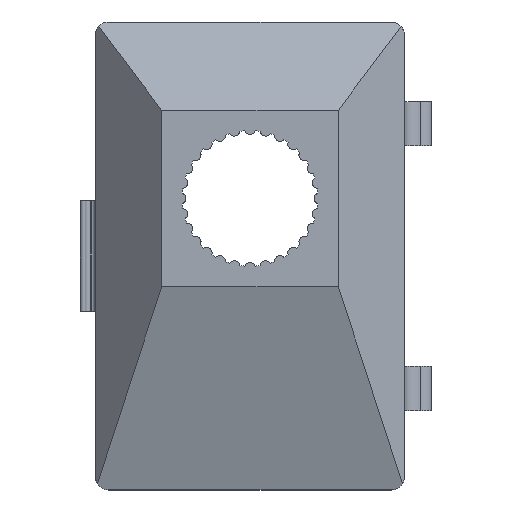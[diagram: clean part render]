
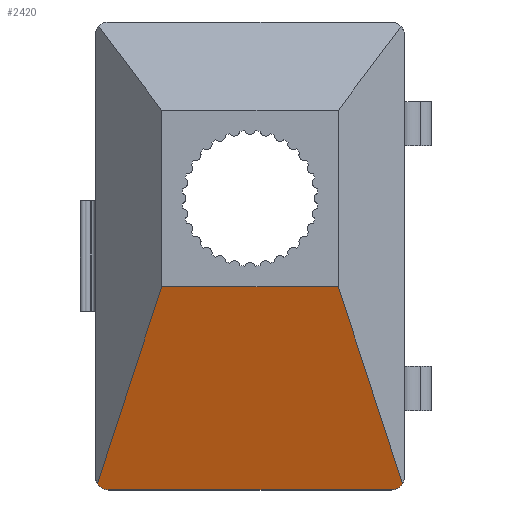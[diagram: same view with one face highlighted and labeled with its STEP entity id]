
A CAD part, top view. The second image highlights one B-rep face of the part: STEP entity #2420.
In plain terms, the highlighted planar face has unit normal (0, -0.31, 0.951).
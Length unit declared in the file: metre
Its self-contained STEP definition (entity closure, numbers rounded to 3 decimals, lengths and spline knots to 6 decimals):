
#14=ELLIPSE('',#2680,0.003155,0.003);
#17=ELLIPSE('',#2686,0.003155,0.003);
#604=ORIENTED_EDGE('',*,*,#1274,.T.);
#605=ORIENTED_EDGE('',*,*,#1208,.T.);
#606=ORIENTED_EDGE('',*,*,#1210,.T.);
#607=ORIENTED_EDGE('',*,*,#1218,.T.);
#608=ORIENTED_EDGE('',*,*,#1275,.T.);
#609=ORIENTED_EDGE('',*,*,#1034,.F.);
#1034=EDGE_CURVE('',#1405,#1406,#1659,.T.);
#1208=EDGE_CURVE('',#1577,#1576,#14,.F.);
#1210=EDGE_CURVE('',#1576,#1578,#1699,.T.);
#1218=EDGE_CURVE('',#1578,#1584,#17,.F.);
#1274=EDGE_CURVE('',#1405,#1577,#1745,.T.);
#1275=EDGE_CURVE('',#1584,#1406,#1746,.F.);
#1405=VERTEX_POINT('',#3703);
#1406=VERTEX_POINT('',#3705);
#1576=VERTEX_POINT('',#4054);
#1577=VERTEX_POINT('',#4056);
#1578=VERTEX_POINT('',#4060);
#1584=VERTEX_POINT('',#4074);
#1659=LINE('',#3704,#1850);
#1699=LINE('',#4059,#1890);
#1745=LINE('',#4188,#1936);
#1746=LINE('',#4189,#1937);
#1850=VECTOR('',#2871,1.);
#1890=VECTOR('',#3197,1.);
#1936=VECTOR('',#3323,1.);
#1937=VECTOR('',#3324,1.);
#2071=EDGE_LOOP('',(#604,#605,#606,#607,#608,#609));
#2228=FACE_BOUND('',#2071,.T.);
#2361=PLANE('',#2722);
#2420=ADVANCED_FACE('',(#2228),#2361,.F.);
#2680=AXIS2_PLACEMENT_3D('',#4055,#3191,#3192);
#2686=AXIS2_PLACEMENT_3D('',#4075,#3209,#3210);
#2722=AXIS2_PLACEMENT_3D('',#4187,#3321,#3322);
#2871=DIRECTION('',(1.,0.,0.));
#3191=DIRECTION('',(0.,0.31,-0.951));
#3192=DIRECTION('',(0.,-0.951,-0.31));
#3197=DIRECTION('',(1.,0.,0.));
#3209=DIRECTION('',(0.,0.31,-0.951));
#3210=DIRECTION('',(0.,0.951,0.31));
#3321=DIRECTION('',(0.,0.31,-0.951));
#3322=DIRECTION('',(-1.,0.,0.));
#3323=DIRECTION('',(-0.296,-0.908,-0.296));
#3324=DIRECTION('',(0.296,-0.908,-0.296));
#3703=CARTESIAN_POINT('',(-0.02,-0.007,0.058));
#3704=CARTESIAN_POINT('',(-0.0165,-0.007,0.058));
#3705=CARTESIAN_POINT('',(0.02,-0.007,0.058));
#4054=CARTESIAN_POINT('',(-0.032,-0.053,0.043));
#4055=CARTESIAN_POINT('',(-0.032,-0.05,0.043978));
#4056=CARTESIAN_POINT('',(-0.034542,-0.051594,0.043458));
#4059=CARTESIAN_POINT('',(0.,-0.053,0.043));
#4060=CARTESIAN_POINT('',(0.032,-0.053,0.043));
#4074=CARTESIAN_POINT('',(0.034542,-0.051594,0.043458));
#4075=CARTESIAN_POINT('',(0.032,-0.05,0.043978));
#4187=CARTESIAN_POINT('',(0.,-0.053,0.043));
#4188=CARTESIAN_POINT('',(-0.031931,-0.043588,0.046069));
#4189=CARTESIAN_POINT('',(0.031931,-0.043588,0.046069));
